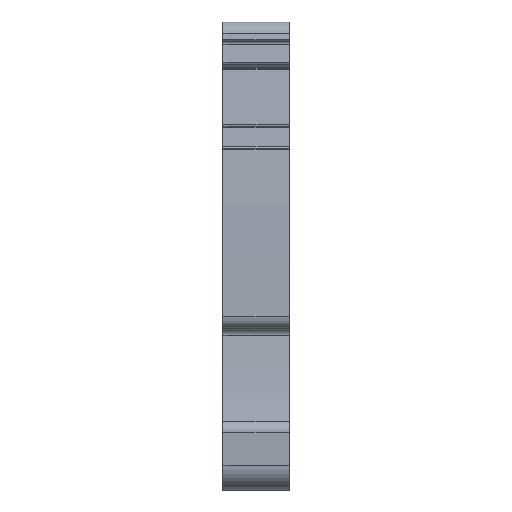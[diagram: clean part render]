
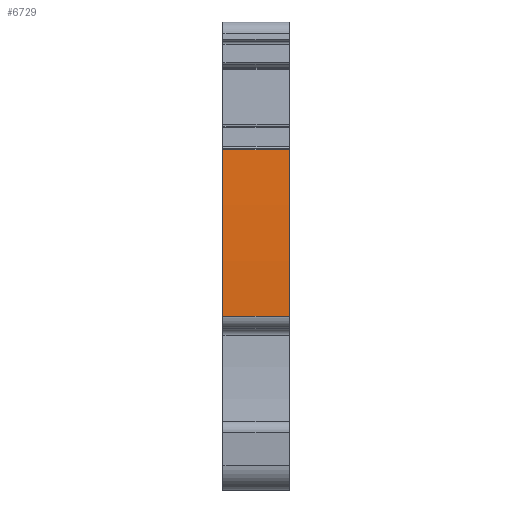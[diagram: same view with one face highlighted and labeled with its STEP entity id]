
A CAD part, front view. The second image highlights one B-rep face of the part: STEP entity #6729.
In plain terms, the highlighted cylindrical face has radius 154.9 mm (diameter 309.8 mm), a partial arc.
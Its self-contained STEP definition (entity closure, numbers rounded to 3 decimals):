
#1669=AXIS2_PLACEMENT_3D('Circle Axis2P3D',#1667,#1668,$) ;
#1676=AXIS2_PLACEMENT_3D('Circle Axis2P3D',#1674,#1675,$) ;
#5836=AXIS2_PLACEMENT_3D('Cylinder Axis2P3D',#5833,#5834,#5835) ;
#6711=AXIS2_PLACEMENT_3D('Circle Axis2P3D',#6709,#6710,$) ;
#6718=AXIS2_PLACEMENT_3D('Circle Axis2P3D',#6716,#6717,$) ;
#1664=CARTESIAN_POINT('Vertex',(0.,1.529,13.427)) ;
#1667=CARTESIAN_POINT('Axis2P3D Location',(0.,2.529,13.45)) ;
#1671=CARTESIAN_POINT('Vertex',(0.,1.528,13.45)) ;
#1674=CARTESIAN_POINT('Axis2P3D Location',(0.,156.386,17.05)) ;
#1678=CARTESIAN_POINT('Vertex',(0.,1.761,26.266)) ;
#5833=CARTESIAN_POINT('Axis2P3D Location',(2.55,156.386,17.05)) ;
#6682=CARTESIAN_POINT('Line Origine',(2.55,1.761,26.266)) ;
#6686=CARTESIAN_POINT('Vertex',(5.1,1.761,26.266)) ;
#6702=CARTESIAN_POINT('Line Origine',(2.55,1.529,13.427)) ;
#6706=CARTESIAN_POINT('Vertex',(5.1,1.529,13.427)) ;
#6709=CARTESIAN_POINT('Axis2P3D Location',(5.1,156.386,17.05)) ;
#6713=CARTESIAN_POINT('Vertex',(5.1,1.528,13.45)) ;
#6716=CARTESIAN_POINT('Axis2P3D Location',(5.1,156.386,17.05)) ;
#1668=DIRECTION('Axis2P3D Direction',(1.,0.,0.)) ;
#1675=DIRECTION('Axis2P3D Direction',(1.,0.,0.)) ;
#5834=DIRECTION('Axis2P3D Direction',(1.,0.,0.)) ;
#5835=DIRECTION('Axis2P3D XDirection',(0.,-0.993,0.118)) ;
#6683=DIRECTION('Vector Direction',(1.,0.,0.)) ;
#6703=DIRECTION('Vector Direction',(1.,0.,0.)) ;
#6710=DIRECTION('Axis2P3D Direction',(1.,0.,0.)) ;
#6717=DIRECTION('Axis2P3D Direction',(1.,0.,0.)) ;
#6684=VECTOR('Line Direction',#6683,1.) ;
#6704=VECTOR('Line Direction',#6703,1.) ;
#6722=ORIENTED_EDGE('',*,*,#6688,.T.) ;
#6723=ORIENTED_EDGE('',*,*,#1680,.T.) ;
#6724=ORIENTED_EDGE('',*,*,#1673,.T.) ;
#6725=ORIENTED_EDGE('',*,*,#6708,.T.) ;
#6726=ORIENTED_EDGE('',*,*,#6715,.F.) ;
#6727=ORIENTED_EDGE('',*,*,#6720,.F.) ;
#6729=ADVANCED_FACE('MLD_1',(#6728),#5837,.T.) ;
#1670=CIRCLE('generated circle',#1669,1.) ;
#1677=CIRCLE('generated circle',#1676,154.9) ;
#6712=CIRCLE('generated circle',#6711,154.9) ;
#6719=CIRCLE('generated circle',#6718,154.9) ;
#5837=CYLINDRICAL_SURFACE('generated cylinder',#5836,154.9) ;
#1673=EDGE_CURVE('',#1672,#1665,#1670,.T.) ;
#1680=EDGE_CURVE('',#1679,#1672,#1677,.T.) ;
#6688=EDGE_CURVE('',#6687,#1679,#6685,.F.) ;
#6708=EDGE_CURVE('',#1665,#6707,#6705,.T.) ;
#6715=EDGE_CURVE('',#6714,#6707,#6712,.T.) ;
#6720=EDGE_CURVE('',#6687,#6714,#6719,.T.) ;
#6721=EDGE_LOOP('',(#6722,#6723,#6724,#6725,#6726,#6727)) ;
#6728=FACE_OUTER_BOUND('',#6721,.T.) ;
#6685=LINE('Line',#6682,#6684) ;
#6705=LINE('Line',#6702,#6704) ;
#1665=VERTEX_POINT('',#1664) ;
#1672=VERTEX_POINT('',#1671) ;
#1679=VERTEX_POINT('',#1678) ;
#6687=VERTEX_POINT('',#6686) ;
#6707=VERTEX_POINT('',#6706) ;
#6714=VERTEX_POINT('',#6713) ;
